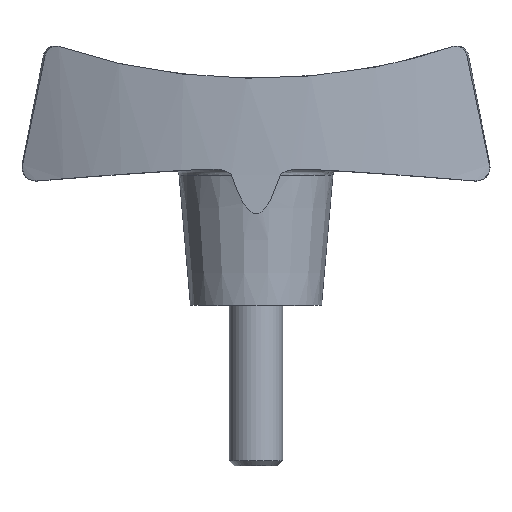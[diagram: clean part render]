
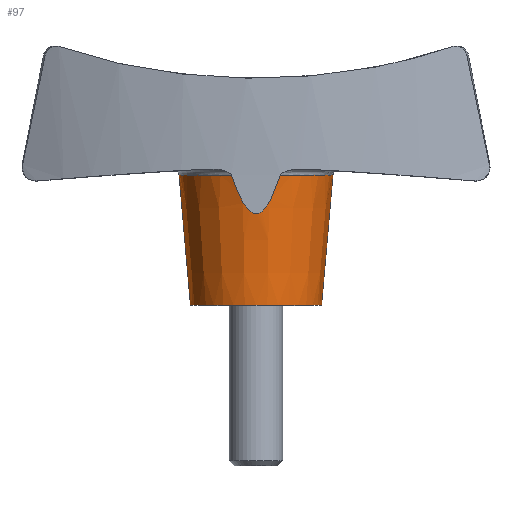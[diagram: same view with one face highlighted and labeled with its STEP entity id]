
A CAD part, top view. The second image highlights one B-rep face of the part: STEP entity #97.
In plain terms, the highlighted conical face has half-angle 5 degrees and reference radius 10.652 mm.
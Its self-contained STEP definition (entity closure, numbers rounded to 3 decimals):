
#97 = ADVANCED_FACE( '', ( #150 ), #151, .T. );
#150 = FACE_OUTER_BOUND( '', #209, .T. );
#151 = CONICAL_SURFACE( '', #210, 10.651, 0.087 );
#209 = EDGE_LOOP( '', ( #407, #408, #409, #410, #411, #412 ) );
#210 = AXIS2_PLACEMENT_3D( '', #413, #414, #415 );
#407 = ORIENTED_EDGE( '', *, *, #479, .T. );
#408 = ORIENTED_EDGE( '', *, *, #531, .F. );
#409 = ORIENTED_EDGE( '', *, *, #502, .T. );
#410 = ORIENTED_EDGE( '', *, *, #533, .F. );
#411 = ORIENTED_EDGE( '', *, *, #481, .T. );
#412 = ORIENTED_EDGE( '', *, *, #532, .T. );
#413 = CARTESIAN_POINT( '', ( 0., 9.733, 0. ) );
#414 = DIRECTION( '', ( 0., 1., 0. ) );
#415 = DIRECTION( '', ( 1., 0., 0. ) );
#479 = EDGE_CURVE( '', #571, #572, #573, .T. );
#481 = EDGE_CURVE( '', #576, #574, #577, .T. );
#502 = EDGE_CURVE( '', #612, #613, #614, .T. );
#531 = EDGE_CURVE( '', #612, #572, #657, .T. );
#532 = EDGE_CURVE( '', #574, #571, #658, .T. );
#533 = EDGE_CURVE( '', #576, #613, #659, .T. );
#571 = VERTEX_POINT( '', #767 );
#572 = VERTEX_POINT( '', #768 );
#573 = LINE( '', #769, #770 );
#574 = VERTEX_POINT( '', #771 );
#576 = VERTEX_POINT( '', #773 );
#577 = LINE( '', #774, #775 );
#612 = VERTEX_POINT( '', #869 );
#613 = VERTEX_POINT( '', #870 );
#614 = B_SPLINE_CURVE_WITH_KNOTS( '', 3, ( #871, #872, #873, #874, #875, #876, #877, #878, #879, #880, #881, #882, #883, #884, #885, #886, #887, #888, #889, #890, #891, #892, #893, #894, #895, #896, #897, #898, #899, #900, #901, #902, #903, #904 ), .UNSPECIFIED., .F., .F., ( 4, 2, 2, 2, 2, 2, 2, 2, 2, 2, 2, 2, 2, 2, 2, 2, 4 ), ( 1.019, 1.523, 3.047, 4.57, 5.332, 6.094, 6.934, 7.354, 7.775, 8.195, 8.615, 9.456, 10.217, 10.979, 12.502, 14.026, 14.531 ), .UNSPECIFIED. );
#657 = CIRCLE( '', #1201, 11.503 );
#658 = CIRCLE( '', #1202, 9.8 );
#659 = CIRCLE( '', #1203, 11.503 );
#767 = CARTESIAN_POINT( '', ( 9.8, 0., 0. ) );
#768 = CARTESIAN_POINT( '', ( 11.503, 19.465, 0. ) );
#769 = CARTESIAN_POINT( '', ( 10.651, 9.733, 0. ) );
#770 = VECTOR( '', #1237, 1. );
#771 = CARTESIAN_POINT( '', ( -9.8, 0., 0. ) );
#773 = CARTESIAN_POINT( '', ( -11.503, 19.465, 0. ) );
#774 = CARTESIAN_POINT( '', ( -10.651, 9.733, 0. ) );
#775 = VECTOR( '', #1241, 1. );
#869 = CARTESIAN_POINT( '', ( 3.645, 19.465, 10.91 ) );
#870 = CARTESIAN_POINT( '', ( -3.645, 19.465, 10.91 ) );
#871 = CARTESIAN_POINT( '', ( 3.645, 19.465, 10.91 ) );
#872 = CARTESIAN_POINT( '', ( 3.591, 19.297, 10.913 ) );
#873 = CARTESIAN_POINT( '', ( 3.534, 19.127, 10.916 ) );
#874 = CARTESIAN_POINT( '', ( 3.303, 18.442, 10.926 ) );
#875 = CARTESIAN_POINT( '', ( 3.115, 17.921, 10.935 ) );
#876 = CARTESIAN_POINT( '', ( 2.706, 16.897, 10.951 ) );
#877 = CARTESIAN_POINT( '', ( 2.486, 16.395, 10.959 ) );
#878 = CARTESIAN_POINT( '', ( 2.12, 15.682, 10.97 ) );
#879 = CARTESIAN_POINT( '', ( 1.992, 15.451, 10.973 ) );
#880 = CARTESIAN_POINT( '', ( 1.719, 15.008, 10.98 ) );
#881 = CARTESIAN_POINT( '', ( 1.574, 14.796, 10.983 ) );
#882 = CARTESIAN_POINT( '', ( 1.239, 14.38, 10.99 ) );
#883 = CARTESIAN_POINT( '', ( 1.027, 14.157, 10.993 ) );
#884 = CARTESIAN_POINT( '', ( 0.668, 13.907, 10.997 ) );
#885 = CARTESIAN_POINT( '', ( 0.542, 13.838, 10.998 ) );
#886 = CARTESIAN_POINT( '', ( 0.277, 13.742, 11. ) );
#887 = CARTESIAN_POINT( '', ( 0.14, 13.716, 11. ) );
#888 = CARTESIAN_POINT( '', ( -0.14, 13.716, 11. ) );
#889 = CARTESIAN_POINT( '', ( -0.277, 13.742, 11. ) );
#890 = CARTESIAN_POINT( '', ( -0.542, 13.838, 10.998 ) );
#891 = CARTESIAN_POINT( '', ( -0.668, 13.907, 10.997 ) );
#892 = CARTESIAN_POINT( '', ( -1.027, 14.157, 10.993 ) );
#893 = CARTESIAN_POINT( '', ( -1.239, 14.38, 10.99 ) );
#894 = CARTESIAN_POINT( '', ( -1.574, 14.796, 10.983 ) );
#895 = CARTESIAN_POINT( '', ( -1.719, 15.008, 10.98 ) );
#896 = CARTESIAN_POINT( '', ( -1.992, 15.451, 10.973 ) );
#897 = CARTESIAN_POINT( '', ( -2.12, 15.682, 10.97 ) );
#898 = CARTESIAN_POINT( '', ( -2.486, 16.395, 10.959 ) );
#899 = CARTESIAN_POINT( '', ( -2.706, 16.897, 10.951 ) );
#900 = CARTESIAN_POINT( '', ( -3.115, 17.921, 10.935 ) );
#901 = CARTESIAN_POINT( '', ( -3.303, 18.442, 10.926 ) );
#902 = CARTESIAN_POINT( '', ( -3.534, 19.127, 10.916 ) );
#903 = CARTESIAN_POINT( '', ( -3.591, 19.297, 10.913 ) );
#904 = CARTESIAN_POINT( '', ( -3.645, 19.465, 10.91 ) );
#1201 = AXIS2_PLACEMENT_3D( '', #1299, #1300, #1301 );
#1202 = AXIS2_PLACEMENT_3D( '', #1302, #1303, #1304 );
#1203 = AXIS2_PLACEMENT_3D( '', #1305, #1306, #1307 );
#1237 = DIRECTION( '', ( 0.087, 0.996, 0. ) );
#1241 = DIRECTION( '', ( 0.087, -0.996, 0. ) );
#1299 = CARTESIAN_POINT( '', ( 0., 19.465, 0. ) );
#1300 = DIRECTION( '', ( 0., 1., 0. ) );
#1301 = DIRECTION( '', ( 1., 0., 0. ) );
#1302 = CARTESIAN_POINT( '', ( 0., 0., 0. ) );
#1303 = DIRECTION( '', ( 0., 1., 0. ) );
#1304 = DIRECTION( '', ( 1., 0., 0. ) );
#1305 = CARTESIAN_POINT( '', ( 0., 19.465, 0. ) );
#1306 = DIRECTION( '', ( 0., 1., 0. ) );
#1307 = DIRECTION( '', ( 1., 0., 0. ) );
